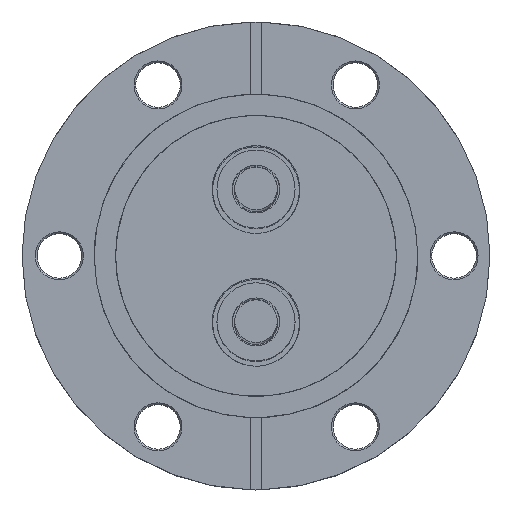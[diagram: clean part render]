
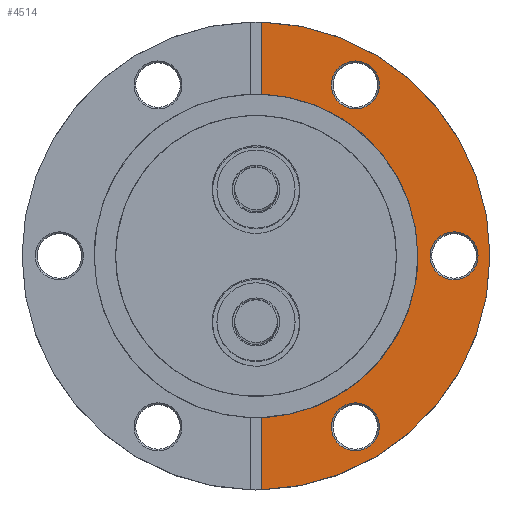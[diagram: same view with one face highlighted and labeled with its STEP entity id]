
A CAD part, top view. The second image highlights one B-rep face of the part: STEP entity #4514.
In plain terms, the highlighted planar face has unit normal (0, 0, 1).
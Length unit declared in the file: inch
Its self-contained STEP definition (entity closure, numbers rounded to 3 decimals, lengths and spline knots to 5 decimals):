
#51 = AXIS2_PLACEMENT_3D ( 'NONE', #3117, #214, #3632 ) ;
#214 = DIRECTION ( 'NONE',  ( 0., 0., -1. ) ) ;
#220 = EDGE_CURVE ( 'NONE', #5669, #2326, #3499, .T. ) ;
#246 = DIRECTION ( 'NONE',  ( 0., 0., -1. ) ) ;
#294 = VERTEX_POINT ( 'NONE', #4590 ) ;
#399 = CARTESIAN_POINT ( 'NONE',  ( 0.443, 1.00459, 0.5 ) ) ;
#453 = ORIENTED_EDGE ( 'NONE', *, *, #1610, .T. ) ;
#463 = DIRECTION ( 'NONE',  ( 0., 0., -1. ) ) ;
#495 = CARTESIAN_POINT ( 'NONE',  ( 0.031, 0.95049, 0.5 ) ) ;
#592 = DIRECTION ( 'NONE',  ( 0., 0., -1. ) ) ;
#603 = ORIENTED_EDGE ( 'NONE', *, *, #934, .T. ) ;
#631 = AXIS2_PLACEMENT_3D ( 'NONE', #2142, #5629, #2621 ) ;
#771 = CARTESIAN_POINT ( 'NONE',  ( 0., 0., 0.5 ) ) ;
#828 = AXIS2_PLACEMENT_3D ( 'NONE', #3157, #246, #3664 ) ;
#934 = EDGE_CURVE ( 'NONE', #5325, #2038, #3169, .T. ) ;
#1002 = DIRECTION ( 'NONE',  ( 0., -1., 0. ) ) ;
#1044 = ORIENTED_EDGE ( 'NONE', *, *, #220, .T. ) ;
#1117 = CARTESIAN_POINT ( 'NONE',  ( 1.375, 0., 0.5 ) ) ;
#1144 = DIRECTION ( 'NONE',  ( 0., -1., 0. ) ) ;
#1242 = DIRECTION ( 'NONE',  ( -1., 0., 0. ) ) ;
#1406 = ORIENTED_EDGE ( 'NONE', *, *, #4580, .T. ) ;
#1414 = DIRECTION ( 'NONE',  ( 0., 0., -1. ) ) ;
#1424 = DIRECTION ( 'NONE',  ( 0., 0., -1. ) ) ;
#1438 = DIRECTION ( 'NONE',  ( 0., 0., -1. ) ) ;
#1439 = VERTEX_POINT ( 'NONE', #4353 ) ;
#1493 = EDGE_CURVE ( 'NONE', #3918, #3388, #3165, .T. ) ;
#1505 = CARTESIAN_POINT ( 'NONE',  ( 0.031, 1.37465, 0.5 ) ) ;
#1522 = EDGE_CURVE ( 'NONE', #2038, #3755, #4806, .T. ) ;
#1541 = AXIS2_PLACEMENT_3D ( 'NONE', #3132, #2126, #1658 ) ;
#1589 = CIRCLE ( 'NONE', #6325, 1.375 ) ;
#1610 = EDGE_CURVE ( 'NONE', #294, #2335, #3716, .T. ) ;
#1658 = DIRECTION ( 'NONE',  ( 1., 0., 0. ) ) ;
#1663 = DIRECTION ( 'NONE',  ( 1., 0., 0. ) ) ;
#1670 = CARTESIAN_POINT ( 'NONE',  ( 1.305, 0., 0.5 ) ) ;
#1971 = ORIENTED_EDGE ( 'NONE', *, *, #3096, .T. ) ;
#1996 = VECTOR ( 'NONE', #1002, 39.37008 ) ;
#2038 = VERTEX_POINT ( 'NONE', #495 ) ;
#2081 = AXIS2_PLACEMENT_3D ( 'NONE', #3532, #592, #4039 ) ;
#2126 = DIRECTION ( 'NONE',  ( 0., 0., -1. ) ) ;
#2133 = CARTESIAN_POINT ( 'NONE',  ( 0., 0., 0.5 ) ) ;
#2142 = CARTESIAN_POINT ( 'NONE',  ( 0.584, 1.00459, 0.5 ) ) ;
#2175 = ORIENTED_EDGE ( 'NONE', *, *, #4777, .T. ) ;
#2260 = FACE_BOUND ( 'NONE', #4209, .T. ) ;
#2326 = VERTEX_POINT ( 'NONE', #4407 ) ;
#2327 = VECTOR ( 'NONE', #1144, 39.37008 ) ;
#2335 = VERTEX_POINT ( 'NONE', #399 ) ;
#2534 = EDGE_CURVE ( 'NONE', #2803, #1439, #6159, .T. ) ;
#2621 = DIRECTION ( 'NONE',  ( 1., 0., 0. ) ) ;
#2645 = ORIENTED_EDGE ( 'NONE', *, *, #2684, .F. ) ;
#2682 = EDGE_LOOP ( 'NONE', ( #4169, #1406 ) ) ;
#2684 = EDGE_CURVE ( 'NONE', #3024, #1439, #5548, .T. ) ;
#2755 = ORIENTED_EDGE ( 'NONE', *, *, #4411, .F. ) ;
#2803 = VERTEX_POINT ( 'NONE', #5330 ) ;
#3024 = VERTEX_POINT ( 'NONE', #1117 ) ;
#3096 = EDGE_CURVE ( 'NONE', #2326, #5669, #5885, .T. ) ;
#3117 = CARTESIAN_POINT ( 'NONE',  ( 1.164, 0., 0.5 ) ) ;
#3132 = CARTESIAN_POINT ( 'NONE',  ( 1.164, 0., 0.5 ) ) ;
#3138 = PLANE ( 'NONE',  #3901 ) ;
#3157 = CARTESIAN_POINT ( 'NONE',  ( 0., 0., 0.5 ) ) ;
#3165 = CIRCLE ( 'NONE', #4056, 0.141 ) ;
#3169 = LINE ( 'NONE', #4464, #1996 ) ;
#3199 = EDGE_LOOP ( 'NONE', ( #603, #6158, #5152, #4004, #2645, #2755 ) ) ;
#3237 = CARTESIAN_POINT ( 'NONE',  ( 0.725, -1.00459, 0.5 ) ) ;
#3387 = CARTESIAN_POINT ( 'NONE',  ( 0., 0., 0.5 ) ) ;
#3388 = VERTEX_POINT ( 'NONE', #5264 ) ;
#3499 = CIRCLE ( 'NONE', #1541, 0.141 ) ;
#3532 = CARTESIAN_POINT ( 'NONE',  ( 0.584, 1.00459, 0.5 ) ) ;
#3595 = CARTESIAN_POINT ( 'NONE',  ( 0.951, 0., 0.5 ) ) ;
#3615 = FACE_BOUND ( 'NONE', #4221, .T. ) ;
#3620 = CIRCLE ( 'NONE', #828, 0.951 ) ;
#3632 = DIRECTION ( 'NONE',  ( 1., 0., 0. ) ) ;
#3664 = DIRECTION ( 'NONE',  ( 1., 0., 0. ) ) ;
#3716 = CIRCLE ( 'NONE', #631, 0.141 ) ;
#3755 = VERTEX_POINT ( 'NONE', #3595 ) ;
#3819 = EDGE_CURVE ( 'NONE', #3755, #2803, #3620, .T. ) ;
#3853 = CIRCLE ( 'NONE', #2081, 0.141 ) ;
#3901 = AXIS2_PLACEMENT_3D ( 'NONE', #2133, #4654, #1663 ) ;
#3903 = DIRECTION ( 'NONE',  ( -1., 0., 0. ) ) ;
#3918 = VERTEX_POINT ( 'NONE', #3237 ) ;
#4004 = ORIENTED_EDGE ( 'NONE', *, *, #2534, .T. ) ;
#4039 = DIRECTION ( 'NONE',  ( 1., 0., 0. ) ) ;
#4056 = AXIS2_PLACEMENT_3D ( 'NONE', #4403, #1414, #4904 ) ;
#4169 = ORIENTED_EDGE ( 'NONE', *, *, #1493, .T. ) ;
#4209 = EDGE_LOOP ( 'NONE', ( #453, #2175 ) ) ;
#4221 = EDGE_LOOP ( 'NONE', ( #1044, #1971 ) ) ;
#4222 = DIRECTION ( 'NONE',  ( 0., 0., -1. ) ) ;
#4226 = AXIS2_PLACEMENT_3D ( 'NONE', #4417, #1424, #4916 ) ;
#4353 = CARTESIAN_POINT ( 'NONE',  ( 0.031, -1.37465, 0.5 ) ) ;
#4403 = CARTESIAN_POINT ( 'NONE',  ( 0.584, -1.00459, 0.5 ) ) ;
#4407 = CARTESIAN_POINT ( 'NONE',  ( 1.023, 0., 0.5 ) ) ;
#4411 = EDGE_CURVE ( 'NONE', #5325, #3024, #1589, .T. ) ;
#4417 = CARTESIAN_POINT ( 'NONE',  ( 0.584, -1.00459, 0.5 ) ) ;
#4427 = CARTESIAN_POINT ( 'NONE',  ( 0., 0., 0.5 ) ) ;
#4464 = CARTESIAN_POINT ( 'NONE',  ( 0.031, 0., 0.5 ) ) ;
#4514 = ADVANCED_FACE ( 'NONE', ( #5106, #4958, #3615, #2260 ), #3138, .T. ) ;
#4580 = EDGE_CURVE ( 'NONE', #3388, #3918, #4635, .T. ) ;
#4590 = CARTESIAN_POINT ( 'NONE',  ( 0.725, 1.00459, 0.5 ) ) ;
#4624 = CARTESIAN_POINT ( 'NONE',  ( 0.031, 0., 0.5 ) ) ;
#4635 = CIRCLE ( 'NONE', #4226, 0.141 ) ;
#4654 = DIRECTION ( 'NONE',  ( 0., 0., 1. ) ) ;
#4716 = AXIS2_PLACEMENT_3D ( 'NONE', #4427, #1438, #4928 ) ;
#4777 = EDGE_CURVE ( 'NONE', #2335, #294, #3853, .T. ) ;
#4806 = CIRCLE ( 'NONE', #4716, 0.951 ) ;
#4899 = AXIS2_PLACEMENT_3D ( 'NONE', #771, #4222, #1242 ) ;
#4904 = DIRECTION ( 'NONE',  ( 1., 0., 0. ) ) ;
#4916 = DIRECTION ( 'NONE',  ( 1., 0., 0. ) ) ;
#4928 = DIRECTION ( 'NONE',  ( 1., 0., 0. ) ) ;
#4958 = FACE_BOUND ( 'NONE', #2682, .T. ) ;
#5106 = FACE_OUTER_BOUND ( 'NONE', #3199, .T. ) ;
#5152 = ORIENTED_EDGE ( 'NONE', *, *, #3819, .T. ) ;
#5264 = CARTESIAN_POINT ( 'NONE',  ( 0.443, -1.00459, 0.5 ) ) ;
#5325 = VERTEX_POINT ( 'NONE', #1505 ) ;
#5330 = CARTESIAN_POINT ( 'NONE',  ( 0.031, -0.95049, 0.5 ) ) ;
#5548 = CIRCLE ( 'NONE', #4899, 1.375 ) ;
#5629 = DIRECTION ( 'NONE',  ( 0., 0., -1. ) ) ;
#5669 = VERTEX_POINT ( 'NONE', #1670 ) ;
#5885 = CIRCLE ( 'NONE', #51, 0.141 ) ;
#6158 = ORIENTED_EDGE ( 'NONE', *, *, #1522, .T. ) ;
#6159 = LINE ( 'NONE', #4624, #2327 ) ;
#6325 = AXIS2_PLACEMENT_3D ( 'NONE', #3387, #463, #3903 ) ;
